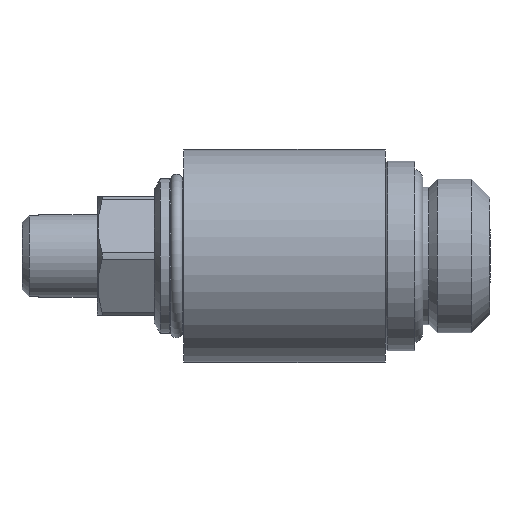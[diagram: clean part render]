
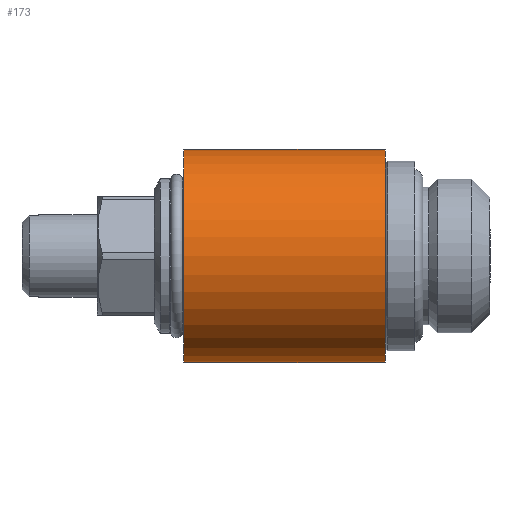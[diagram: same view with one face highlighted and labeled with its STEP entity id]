
A CAD part, left-side view. The second image highlights one B-rep face of the part: STEP entity #173.
In plain terms, the highlighted cylindrical face has radius 9 mm (diameter 18 mm), a full revolution.
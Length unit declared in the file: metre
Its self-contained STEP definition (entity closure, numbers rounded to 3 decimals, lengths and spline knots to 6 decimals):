
#173 = ADVANCED_FACE( 'NONE', ( #393, #394, #395 ), #396, .T. );
#393 = FACE_OUTER_BOUND( '', #697, .T. );
#394 = FACE_OUTER_BOUND( '', #698, .T. );
#395 = FACE_BOUND( '', #699, .T. );
#396 = CYLINDRICAL_SURFACE( '', #700, 0.009 );
#697 = EDGE_LOOP( '', ( #1296 ) );
#698 = EDGE_LOOP( '', ( #1297 ) );
#699 = EDGE_LOOP( '', ( #1298, #1299 ) );
#700 = AXIS2_PLACEMENT_3D( '', #1300, #1301, #1302 );
#1296 = ORIENTED_EDGE( '', *, *, #1867, .T. );
#1297 = ORIENTED_EDGE( '', *, *, #1868, .T. );
#1298 = ORIENTED_EDGE( '', *, *, #1869, .T. );
#1299 = ORIENTED_EDGE( '', *, *, #1870, .T. );
#1300 = CARTESIAN_POINT( '', ( 0., 0.032286, 0. ) );
#1301 = DIRECTION( '', ( 0., 1., 0. ) );
#1302 = DIRECTION( '', ( 0., 0., 1. ) );
#1867 = EDGE_CURVE( 'NONE', #2141, #2141, #2142, .T. );
#1868 = EDGE_CURVE( 'NONE', #2143, #2143, #2144, .T. );
#1869 = EDGE_CURVE( 'NONE', #2145, #2146, #2147, .T. );
#1870 = EDGE_CURVE( 'NONE', #2146, #2145, #2148, .T. );
#2141 = VERTEX_POINT( '', #2601 );
#2142 = CIRCLE( '', #2602, 0.009 );
#2143 = VERTEX_POINT( '', #2603 );
#2144 = CIRCLE( '', #2604, 0.009 );
#2145 = VERTEX_POINT( 'NONE', #2605 );
#2146 = VERTEX_POINT( 'NONE', #2606 );
#2147 = B_SPLINE_CURVE_WITH_KNOTS( '', 3, ( #2607, #2608, #2609, #2610, #2611, #2612, #2613, #2614, #2615, #2616, #2617, #2618, #2619, #2620, #2621, #2622, #2623, #2624, #2625, #2626, #2627, #2628, #2629, #2630, #2631, #2632 ), .UNSPECIFIED., .F., .F., ( 4, 1, 1, 1, 1, 1, 1, 1, 1, 1, 1, 1, 1, 1, 1, 1, 1, 1, 1, 1, 1, 1, 1, 4 ), ( 0., 0.016655, 0.032599, 0.047864, 0.062489, 0.093706, 0.124968, 0.186812, 0.249972, 0.31196, 0.374979, 0.438108, 0.499985, 0.563046, 0.624989, 0.686896, 0.749993, 0.811871, 0.875, 0.906497, 0.937494, 0.953422, 0.968754, 1. ), .UNSPECIFIED. );
#2148 = B_SPLINE_CURVE_WITH_KNOTS( '', 3, ( #2633, #2634, #2635, #2636, #2637, #2638, #2639, #2640, #2641, #2642, #2643, #2644, #2645, #2646, #2647, #2648, #2649, #2650, #2651, #2652, #2653, #2654, #2655, #2656, #2657, #2658 ), .UNSPECIFIED., .F., .F., ( 4, 1, 1, 1, 1, 1, 1, 1, 1, 1, 1, 1, 1, 1, 1, 1, 1, 1, 1, 1, 1, 1, 1, 4 ), ( 0., 0.016656, 0.032601, 0.047866, 0.062489, 0.093707, 0.124968, 0.186812, 0.249971, 0.311954, 0.374979, 0.438108, 0.499985, 0.563047, 0.624989, 0.686892, 0.749993, 0.81187, 0.875, 0.906498, 0.937494, 0.953423, 0.968754, 1. ), .UNSPECIFIED. );
#2601 = CARTESIAN_POINT( '', ( 0., 0.0092, 0.009 ) );
#2602 = AXIS2_PLACEMENT_3D( '', #3264, #3265, #3266 );
#2603 = CARTESIAN_POINT( '', ( 0., 0.0262, 0.009 ) );
#2604 = AXIS2_PLACEMENT_3D( '', #3267, #3268, #3269 );
#2605 = CARTESIAN_POINT( '', ( 0.007853, 0.016838, 0.004396 ) );
#2606 = CARTESIAN_POINT( '', ( 0.007856, 0.020573, -0.004392 ) );
#2607 = CARTESIAN_POINT( '', ( 0.007853, 0.016838, 0.004396 ) );
#2608 = CARTESIAN_POINT( '', ( 0.007837, 0.016918, 0.004425 ) );
#2609 = CARTESIAN_POINT( '', ( 0.007806, 0.017075, 0.00448 ) );
#2610 = CARTESIAN_POINT( '', ( 0.007765, 0.017309, 0.00455 ) );
#2611 = CARTESIAN_POINT( '', ( 0.00773, 0.017537, 0.004609 ) );
#2612 = CARTESIAN_POINT( '', ( 0.007692, 0.017845, 0.004672 ) );
#2613 = CARTESIAN_POINT( '', ( 0.00766, 0.018241, 0.004725 ) );
#2614 = CARTESIAN_POINT( '', ( 0.007644, 0.018886, 0.004751 ) );
#2615 = CARTESIAN_POINT( '', ( 0.007692, 0.019698, 0.004673 ) );
#2616 = CARTESIAN_POINT( '', ( 0.007852, 0.020622, 0.004404 ) );
#2617 = CARTESIAN_POINT( '', ( 0.00808, 0.021476, 0.003977 ) );
#2618 = CARTESIAN_POINT( '', ( 0.008343, 0.022224, 0.0034 ) );
#2619 = CARTESIAN_POINT( '', ( 0.0086, 0.022854, 0.002694 ) );
#2620 = CARTESIAN_POINT( '', ( 0.00882, 0.023332, 0.001865 ) );
#2621 = CARTESIAN_POINT( '', ( 0.008967, 0.023636, 0.000948 ) );
#2622 = CARTESIAN_POINT( '', ( 0.009018, 0.023734, -0.000024 ) );
#2623 = CARTESIAN_POINT( '', ( 0.008962, 0.023626, -0.000995 ) );
#2624 = CARTESIAN_POINT( '', ( 0.00881, 0.023312, -0.001908 ) );
#2625 = CARTESIAN_POINT( '', ( 0.008588, 0.022826, -0.002732 ) );
#2626 = CARTESIAN_POINT( '', ( 0.008373, 0.022296, -0.003315 ) );
#2627 = CARTESIAN_POINT( '', ( 0.008199, 0.021813, -0.003717 ) );
#2628 = CARTESIAN_POINT( '', ( 0.008094, 0.021488, -0.003938 ) );
#2629 = CARTESIAN_POINT( '', ( 0.008014, 0.021218, -0.004096 ) );
#2630 = CARTESIAN_POINT( '', ( 0.007938, 0.020939, -0.004242 ) );
#2631 = CARTESIAN_POINT( '', ( 0.007889, 0.02072, -0.004332 ) );
#2632 = CARTESIAN_POINT( '', ( 0.007856, 0.020573, -0.004392 ) );
#2633 = CARTESIAN_POINT( '', ( 0.007856, 0.020573, -0.004392 ) );
#2634 = CARTESIAN_POINT( '', ( 0.00784, 0.020493, -0.004421 ) );
#2635 = CARTESIAN_POINT( '', ( 0.007808, 0.020336, -0.004477 ) );
#2636 = CARTESIAN_POINT( '', ( 0.007767, 0.020102, -0.004547 ) );
#2637 = CARTESIAN_POINT( '', ( 0.007732, 0.019874, -0.004606 ) );
#2638 = CARTESIAN_POINT( '', ( 0.007693, 0.019565, -0.00467 ) );
#2639 = CARTESIAN_POINT( '', ( 0.007661, 0.019169, -0.004724 ) );
#2640 = CARTESIAN_POINT( '', ( 0.007644, 0.018523, -0.004751 ) );
#2641 = CARTESIAN_POINT( '', ( 0.007691, 0.01771, -0.004675 ) );
#2642 = CARTESIAN_POINT( '', ( 0.007851, 0.016784, -0.004406 ) );
#2643 = CARTESIAN_POINT( '', ( 0.008079, 0.015928, -0.00398 ) );
#2644 = CARTESIAN_POINT( '', ( 0.008342, 0.015178, -0.003403 ) );
#2645 = CARTESIAN_POINT( '', ( 0.0086, 0.014547, -0.002695 ) );
#2646 = CARTESIAN_POINT( '', ( 0.00882, 0.014068, -0.001865 ) );
#2647 = CARTESIAN_POINT( '', ( 0.008967, 0.013764, -0.000946 ) );
#2648 = CARTESIAN_POINT( '', ( 0.009018, 0.013666, 0.000027 ) );
#2649 = CARTESIAN_POINT( '', ( 0.008961, 0.013775, 0.001 ) );
#2650 = CARTESIAN_POINT( '', ( 0.008809, 0.014091, 0.001914 ) );
#2651 = CARTESIAN_POINT( '', ( 0.008586, 0.014578, 0.002738 ) );
#2652 = CARTESIAN_POINT( '', ( 0.00837, 0.01511, 0.003321 ) );
#2653 = CARTESIAN_POINT( '', ( 0.008196, 0.015594, 0.003722 ) );
#2654 = CARTESIAN_POINT( '', ( 0.008091, 0.015921, 0.003944 ) );
#2655 = CARTESIAN_POINT( '', ( 0.008012, 0.016192, 0.004101 ) );
#2656 = CARTESIAN_POINT( '', ( 0.007936, 0.016472, 0.004247 ) );
#2657 = CARTESIAN_POINT( '', ( 0.007886, 0.016691, 0.004336 ) );
#2658 = CARTESIAN_POINT( '', ( 0.007853, 0.016838, 0.004396 ) );
#3264 = CARTESIAN_POINT( '', ( 0., 0.0092, 0. ) );
#3265 = DIRECTION( '', ( 0., 1., 0. ) );
#3266 = DIRECTION( '', ( 0., 0., 1. ) );
#3267 = CARTESIAN_POINT( '', ( 0., 0.0262, 0. ) );
#3268 = DIRECTION( '', ( 0., -1., 0. ) );
#3269 = DIRECTION( '', ( 0., 0., 1. ) );
